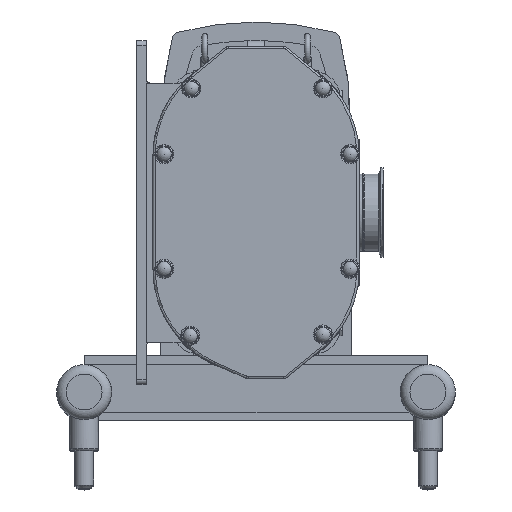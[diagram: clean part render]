
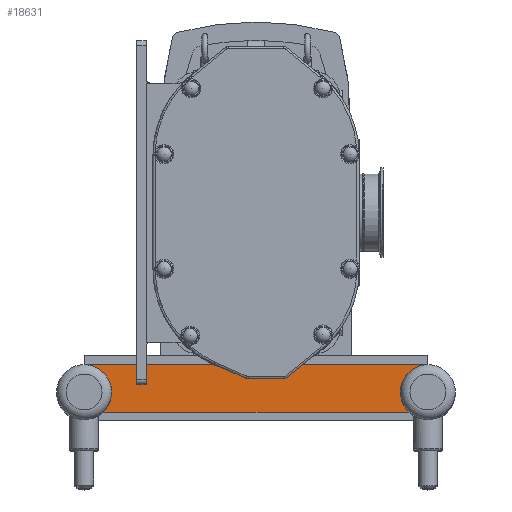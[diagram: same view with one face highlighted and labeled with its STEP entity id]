
A CAD part, top view. The second image highlights one B-rep face of the part: STEP entity #18631.
In plain terms, the highlighted planar face has unit normal (0, 0, 1).
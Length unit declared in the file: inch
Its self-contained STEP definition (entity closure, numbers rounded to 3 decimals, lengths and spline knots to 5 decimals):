
#1692=LINE('',#33672,#3056);
#1695=LINE('',#33680,#3059);
#1697=LINE('',#33684,#3061);
#1698=LINE('',#33686,#3062);
#3056=VECTOR('',#25719,0.3937);
#3059=VECTOR('',#25728,0.3937);
#3061=VECTOR('',#25732,0.3937);
#3062=VECTOR('',#25735,0.3937);
#4007=PLANE('',#20566);
#5118=FACE_OUTER_BOUND('',#6228,.T.);
#6228=EDGE_LOOP('',(#17143,#17144,#17145,#17146,#17147,#17148));
#7198=CIRCLE('',#20560,1.44);
#7199=CIRCLE('',#20563,1.44);
#9161=VERTEX_POINT('',#33664);
#9162=VERTEX_POINT('',#33666);
#9163=VERTEX_POINT('',#33670);
#9164=VERTEX_POINT('',#33674);
#9165=VERTEX_POINT('',#33678);
#9166=VERTEX_POINT('',#33682);
#11853=EDGE_CURVE('',#9162,#9161,#7198,.T.);
#11856=EDGE_CURVE('',#9161,#9163,#1692,.T.);
#11858=EDGE_CURVE('',#9163,#9164,#7199,.T.);
#11860=EDGE_CURVE('',#9164,#9165,#1695,.T.);
#11862=EDGE_CURVE('',#9166,#9162,#1697,.T.);
#11863=EDGE_CURVE('',#9165,#9166,#1698,.T.);
#17143=ORIENTED_EDGE('',*,*,#11863,.T.);
#17144=ORIENTED_EDGE('',*,*,#11862,.T.);
#17145=ORIENTED_EDGE('',*,*,#11853,.T.);
#17146=ORIENTED_EDGE('',*,*,#11856,.T.);
#17147=ORIENTED_EDGE('',*,*,#11858,.T.);
#17148=ORIENTED_EDGE('',*,*,#11860,.T.);
#18631=ADVANCED_FACE('',(#5118),#4007,.T.);
#20560=AXIS2_PLACEMENT_3D('',#33667,#25713,#25714);
#20563=AXIS2_PLACEMENT_3D('',#33676,#25723,#25724);
#20566=AXIS2_PLACEMENT_3D('',#33685,#25733,#25734);
#25713=DIRECTION('center_axis',(0.,0.,
-1.));
#25714=DIRECTION('ref_axis',(0.677,-0.736,0.));
#25719=DIRECTION('',(1.,0.,0.));
#25723=DIRECTION('center_axis',(0.,0.,
-1.));
#25724=DIRECTION('ref_axis',(-0.257,0.966,0.));
#25728=DIRECTION('',(0.,1.,0.));
#25732=DIRECTION('',(0.,-1.,0.));
#25733=DIRECTION('center_axis',(0.,0.,
1.));
#25734=DIRECTION('ref_axis',(1.,0.,0.));
#25735=DIRECTION('',(-1.,0.,0.));
#33664=CARTESIAN_POINT('',(-8.02782,-10.4475,-10.654));
#33666=CARTESIAN_POINT('',(-8.6225,-7.99854,-10.654));
#33667=CARTESIAN_POINT('Origin',(-9.0025,-9.3875,-10.654));
#33670=CARTESIAN_POINT('',(8.02282,-10.4475,-10.654));
#33672=CARTESIAN_POINT('',(8.02282,-10.4475,-10.654));
#33674=CARTESIAN_POINT('',(8.6275,-7.99585,-10.654));
#33676=CARTESIAN_POINT('Origin',(8.9975,-9.3875,-10.654));
#33678=CARTESIAN_POINT('',(8.6275,-7.95,-10.654));
#33680=CARTESIAN_POINT('',(8.6275,-7.9475,-10.654));
#33682=CARTESIAN_POINT('',(-8.6225,-7.95,-10.654));
#33684=CARTESIAN_POINT('',(-8.6225,-7.99854,-10.654));
#33685=CARTESIAN_POINT('Origin',(0.00093,-9.14383,-10.654));
#33686=CARTESIAN_POINT('',(-0.00078,-7.95,-10.654));
